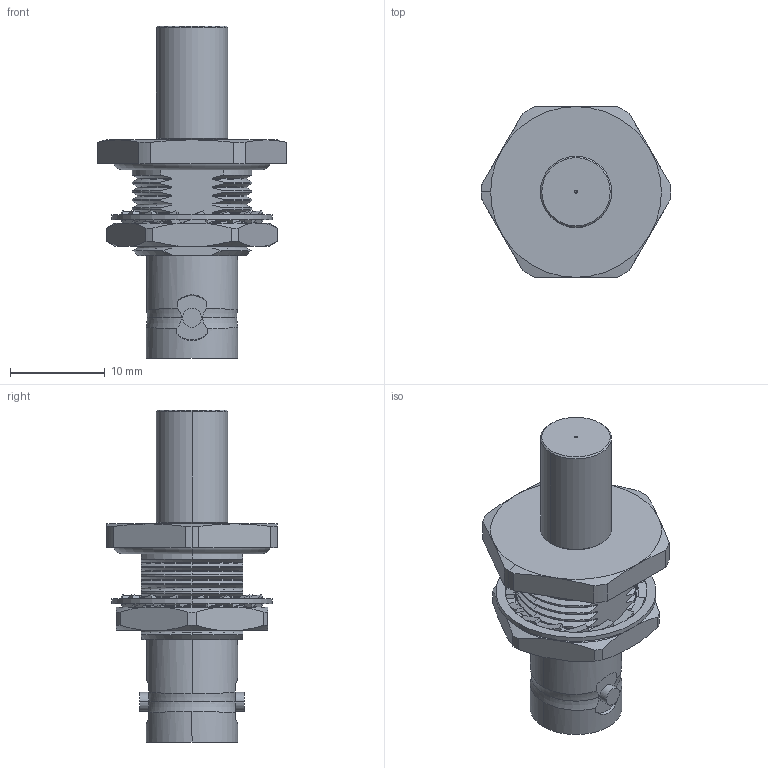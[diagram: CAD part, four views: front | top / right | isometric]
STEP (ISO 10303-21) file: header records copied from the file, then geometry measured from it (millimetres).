
FILE_DESCRIPTION (( 'STEP AP203' ), '1' );
FILE_NAME ('R141.334.500C.STEP', '2014-11-28T13:58:06', ( '' ), ( '' ), 'SwSTEP 2.0', 'SolidWorks 2014', '' );
FILE_SCHEMA (( 'CONFIG_CONTROL_DESIGN' ));
Length unit declared in the file: metre
Products named in the file (1): R141.334.500C
Bounding box: 20 x 18 x 35 mm (x, y, z)
Volume: 2960.9 mm3; surface area: 2787.2 mm2
Topology: 2 solids, 2 shells, 392 faces, 1067 edges, 695 vertices
Faces by surface type: cylinder 139, plane 133, cone 112, torus 8
Entity records: 13154 total; most frequent: CARTESIAN_POINT 3295, ORIENTED_EDGE 2130, DIRECTION 2015, EDGE_CURVE 1065, AXIS2_PLACEMENT_3D 805, VERTEX_POINT 695, EDGE_LOOP 424, CIRCLE 412
